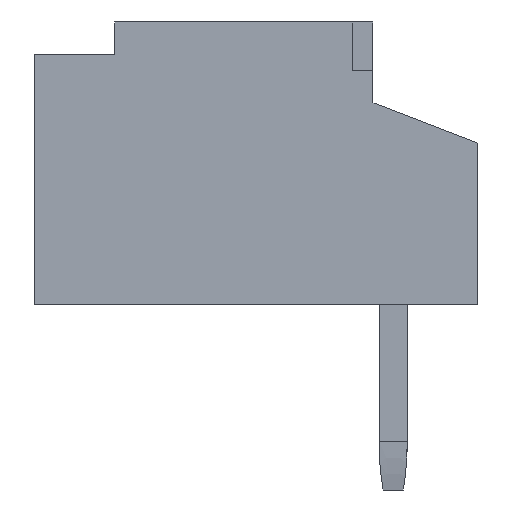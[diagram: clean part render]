
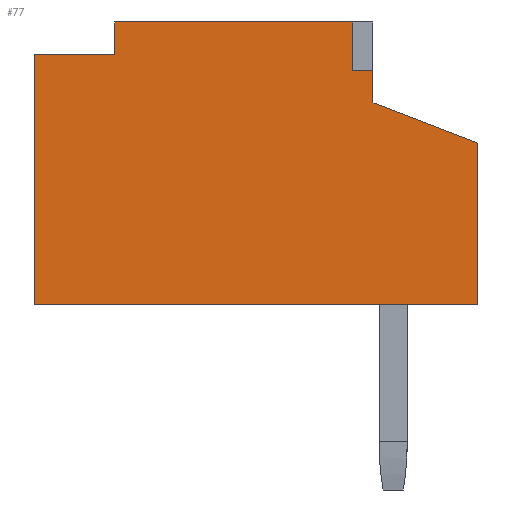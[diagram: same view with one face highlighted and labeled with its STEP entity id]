
A CAD part, left-side view. The second image highlights one B-rep face of the part: STEP entity #77.
In plain terms, the highlighted planar face has unit normal (-1, 0, 0).
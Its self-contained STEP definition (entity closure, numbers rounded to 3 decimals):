
#77=ADVANCED_FACE('',(#450),#451,.T.);
#450=FACE_OUTER_BOUND('',#1180,.T.);
#451=PLANE('',#1181);
#1180=EDGE_LOOP('',(#4090,#4091,#4092,#4093,#4094,#4095,#4096,#4097,#4098,#4099));
#1181=AXIS2_PLACEMENT_3D('',#4100,#4101,#4102);
#4090=ORIENTED_EDGE('',*,*,#6744,.F.);
#4091=ORIENTED_EDGE('',*,*,#6745,.T.);
#4092=ORIENTED_EDGE('',*,*,#6746,.T.);
#4093=ORIENTED_EDGE('',*,*,#6747,.F.);
#4094=ORIENTED_EDGE('',*,*,#6748,.F.);
#4095=ORIENTED_EDGE('',*,*,#6749,.F.);
#4096=ORIENTED_EDGE('',*,*,#6730,.T.);
#4097=ORIENTED_EDGE('',*,*,#6740,.T.);
#4098=ORIENTED_EDGE('',*,*,#6750,.F.);
#4099=ORIENTED_EDGE('',*,*,#6751,.T.);
#4100=CARTESIAN_POINT('',(-7.125,-4.525,-1.9));
#4101=DIRECTION('',(-1.0,0.0,0.0));
#4102=DIRECTION('',(0.0,0.0,1.0));
#6730=EDGE_CURVE('',#7712,#7713,#7714,.T.);
#6740=EDGE_CURVE('',#7713,#7730,#7732,.T.);
#6744=EDGE_CURVE('',#7738,#7739,#7740,.T.);
#6745=EDGE_CURVE('',#7738,#7741,#7742,.T.);
#6746=EDGE_CURVE('',#7741,#7743,#7744,.T.);
#6747=EDGE_CURVE('',#7745,#7743,#7746,.T.);
#6748=EDGE_CURVE('',#7747,#7745,#7748,.T.);
#6749=EDGE_CURVE('',#7712,#7747,#7749,.T.);
#6750=EDGE_CURVE('',#7750,#7730,#7751,.T.);
#6751=EDGE_CURVE('',#7750,#7739,#7752,.T.);
#7712=VERTEX_POINT('',#9220);
#7713=VERTEX_POINT('',#9221);
#7714=LINE('',#9222,#9223);
#7730=VERTEX_POINT('',#9247);
#7732=LINE('',#9250,#9251);
#7738=VERTEX_POINT('',#9260);
#7739=VERTEX_POINT('',#9261);
#7740=LINE('',#9262,#9263);
#7741=VERTEX_POINT('',#9264);
#7742=LINE('',#9265,#9266);
#7743=VERTEX_POINT('',#9267);
#7744=LINE('',#9268,#9269);
#7745=VERTEX_POINT('',#9270);
#7746=LINE('',#9271,#9272);
#7747=VERTEX_POINT('',#9273);
#7748=LINE('',#9274,#9275);
#7749=LINE('',#9276,#9277);
#7750=VERTEX_POINT('',#9278);
#7751=LINE('',#9279,#9280);
#7752=LINE('',#9281,#9282);
#9220=CARTESIAN_POINT('',(-7.125,-4.525,-1.9));
#9221=CARTESIAN_POINT('',(-7.125,-4.525,0.1));
#9222=CARTESIAN_POINT('',(-7.125,-4.525,-1.9));
#9223=VECTOR('',#11790,2.0);
#9247=CARTESIAN_POINT('',(-7.125,-3.225,0.6));
#9250=CARTESIAN_POINT('',(-7.125,-4.525,0.1));
#9251=VECTOR('',#11800,1.393);
#9260=CARTESIAN_POINT('',(-7.125,-2.975,1.6));
#9261=CARTESIAN_POINT('',(-7.125,-2.975,1.0));
#9262=CARTESIAN_POINT('',(-7.125,-2.975,1.6));
#9263=VECTOR('',#11804,0.6);
#9264=CARTESIAN_POINT('',(-7.125,-0.025,1.6));
#9265=CARTESIAN_POINT('',(-7.125,-2.975,1.6));
#9266=VECTOR('',#11805,2.95);
#9267=CARTESIAN_POINT('',(-7.125,-0.025,1.2));
#9268=CARTESIAN_POINT('',(-7.125,-0.025,1.6));
#9269=VECTOR('',#11806,0.4);
#9270=CARTESIAN_POINT('',(-7.125,0.975,1.2));
#9271=CARTESIAN_POINT('',(-7.125,0.975,1.2));
#9272=VECTOR('',#11807,1.0);
#9273=CARTESIAN_POINT('',(-7.125,0.975,-1.9));
#9274=CARTESIAN_POINT('',(-7.125,0.975,-1.9));
#9275=VECTOR('',#11808,3.1);
#9276=CARTESIAN_POINT('',(-7.125,-4.525,-1.9));
#9277=VECTOR('',#11809,5.5);
#9278=CARTESIAN_POINT('',(-7.125,-3.225,1.0));
#9279=CARTESIAN_POINT('',(-7.125,-3.225,1.0));
#9280=VECTOR('',#11810,0.4);
#9281=CARTESIAN_POINT('',(-7.125,-3.225,1.0));
#9282=VECTOR('',#11811,0.25);
#11790=DIRECTION('',(0.0,0.0,1.0));
#11800=DIRECTION('',(0.0,0.933,0.359));
#11804=DIRECTION('',(0.0,0.0,-1.0));
#11805=DIRECTION('',(0.0,1.0,0.0));
#11806=DIRECTION('',(0.0,0.0,-1.0));
#11807=DIRECTION('',(0.0,-1.0,0.0));
#11808=DIRECTION('',(0.0,0.0,1.0));
#11809=DIRECTION('',(0.0,1.0,0.0));
#11810=DIRECTION('',(0.0,0.0,-1.0));
#11811=DIRECTION('',(0.0,1.0,0.0));
